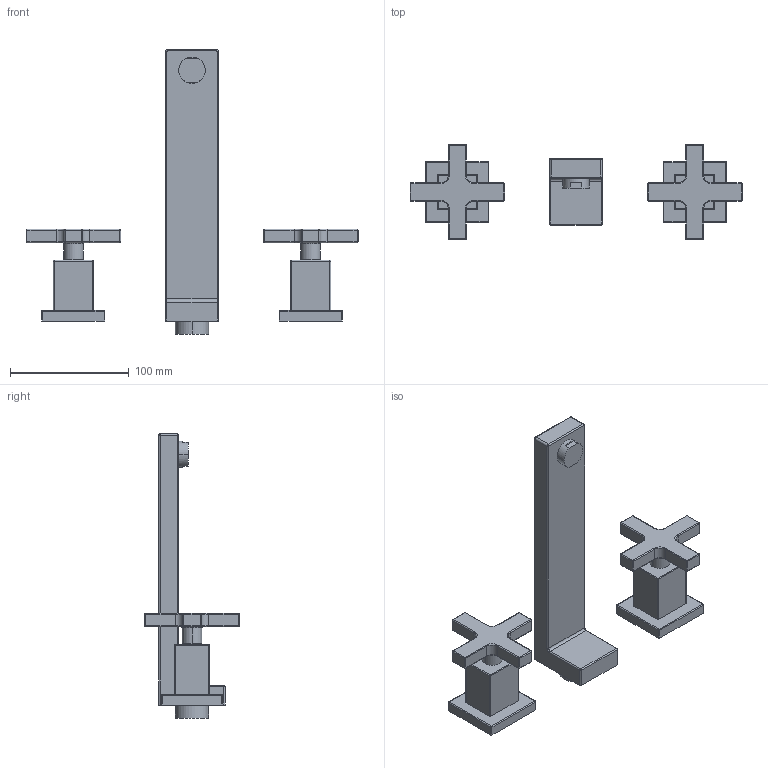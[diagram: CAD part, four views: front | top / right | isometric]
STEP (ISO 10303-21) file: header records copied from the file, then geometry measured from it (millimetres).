
FILE_DESCRIPTION((''),'2;1');
FILE_NAME('3-2991_SW0001','2020-11-30T11:46:16',('rsmith'),(''),'CREO PARAMETRIC BY PTC INC, 2018400','CREO PARAMETRIC BY PTC INC, 2018400','');
FILE_SCHEMA(('AUTOMOTIVE_DESIGN { 1 0 10303 214 1 1 1 1 }'));
Length unit declared in the file: inch
Products named in the file (1): 3-2991_SW0001
Bounding box: 279.76 x 79.76 x 239.73 mm (x, y, z)
Volume: 398615.5 mm3; surface area: 76779.4 mm2
Topology: 3 solids, 3 shells, 275 faces, 576 edges, 318 vertices
Faces by surface type: cylinder 132, plane 67, sphere 50, torus 22, bspline 4
Entity records: 11476 total; most frequent: DIRECTION 1416, CARTESIAN_POINT 1231, ORIENTED_EDGE 1152, PRESENTATION_STYLE_ASSIGNMENT 854, STYLED_ITEM 580, CURVE_STYLE 576, EDGE_CURVE 576, AXIS2_PLACEMENT_3D 569
